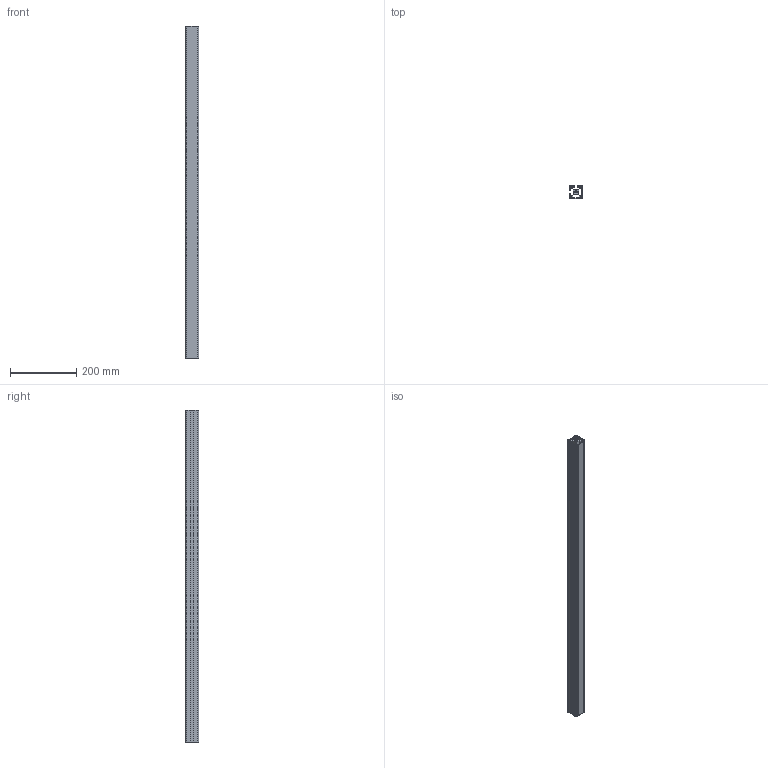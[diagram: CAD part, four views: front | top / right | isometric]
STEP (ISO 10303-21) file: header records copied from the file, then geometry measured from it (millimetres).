
FILE_DESCRIPTION (( 'STEP AP203' ), '1' );
FILE_NAME ('ALF-4040-8H.step', '2024-08-07T10:24:36', ( '' ), ( '' ), 'SwSTEP 2.0', 'SolidWorks 2022', '' );
FILE_SCHEMA (( 'CONFIG_CONTROL_DESIGN' ));
Length unit declared in the file: millimetre
Products named in the file (1): ALF-4040-8H
Bounding box: 40 x 40 x 1000 mm (x, y, z)
Volume: 622458.4 mm3; surface area: 477440.1 mm2
Topology: 1 solids, 1 shells, 140 faces, 414 edges, 276 vertices
Faces by surface type: cylinder 70, plane 70
Entity records: 4823 total; most frequent: DIRECTION 836, CARTESIAN_POINT 831, ORIENTED_EDGE 828, EDGE_CURVE 414, AXIS2_PLACEMENT_3D 281, VERTEX_POINT 276, VECTOR 274, LINE 274
